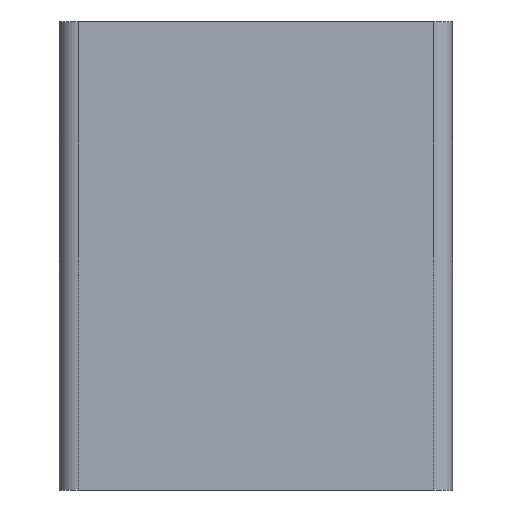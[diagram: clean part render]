
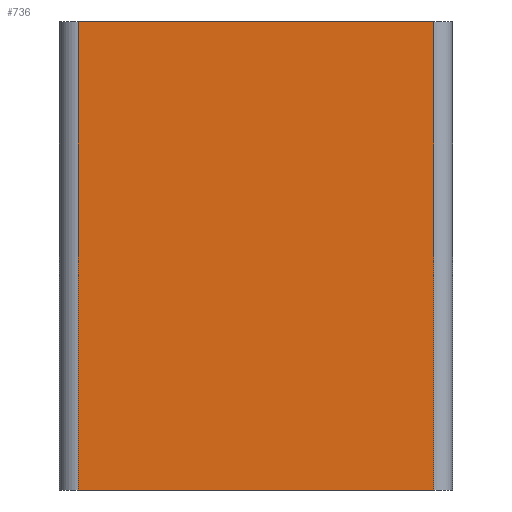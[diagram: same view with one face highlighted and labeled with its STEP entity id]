
A CAD part, left-side view. The second image highlights one B-rep face of the part: STEP entity #736.
In plain terms, the highlighted planar face has unit normal (-1, 0, 0).
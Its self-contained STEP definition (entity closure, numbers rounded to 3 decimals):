
#32=PLANE('',#798);
#69=FACE_OUTER_BOUND('',#111,.T.);
#111=EDGE_LOOP('',(#602,#603,#604,#605));
#172=LINE('',#1081,#254);
#185=LINE('',#1117,#267);
#201=LINE('',#1155,#283);
#202=LINE('',#1157,#284);
#254=VECTOR('',#864,19.);
#267=VECTOR('',#899,19.);
#283=VECTOR('',#941,25.);
#284=VECTOR('',#944,25.);
#347=VERTEX_POINT('',#1078);
#348=VERTEX_POINT('',#1080);
#359=VERTEX_POINT('',#1114);
#360=VERTEX_POINT('',#1116);
#419=EDGE_CURVE('',#347,#348,#172,.T.);
#437=EDGE_CURVE('',#360,#359,#185,.T.);
#458=EDGE_CURVE('',#360,#347,#201,.T.);
#459=EDGE_CURVE('',#348,#359,#202,.T.);
#602=ORIENTED_EDGE('',*,*,#458,.F.);
#603=ORIENTED_EDGE('',*,*,#437,.T.);
#604=ORIENTED_EDGE('',*,*,#459,.F.);
#605=ORIENTED_EDGE('',*,*,#419,.F.);
#736=ADVANCED_FACE('',(#69),#32,.T.);
#798=AXIS2_PLACEMENT_3D('',#1156,#942,#943);
#864=DIRECTION('',(0.,-1.,0.));
#899=DIRECTION('',(0.,-1.,0.));
#941=DIRECTION('',(0.,0.,1.));
#942=DIRECTION('center_axis',(-1.,0.,0.));
#943=DIRECTION('ref_axis',(0.,-1.,0.));
#944=DIRECTION('',(0.,0.,-1.));
#1078=CARTESIAN_POINT('',(-11.2,7.,25.));
#1080=CARTESIAN_POINT('',(-11.2,-12.,25.));
#1081=CARTESIAN_POINT('',(-11.2,8.,25.));
#1114=CARTESIAN_POINT('',(-11.2,-12.,0.));
#1116=CARTESIAN_POINT('',(-11.2,7.,0.));
#1117=CARTESIAN_POINT('',(-11.2,8.,0.));
#1155=CARTESIAN_POINT('',(-11.2,7.,0.));
#1156=CARTESIAN_POINT('Origin',(-11.2,8.,0.));
#1157=CARTESIAN_POINT('',(-11.2,-12.,0.));
